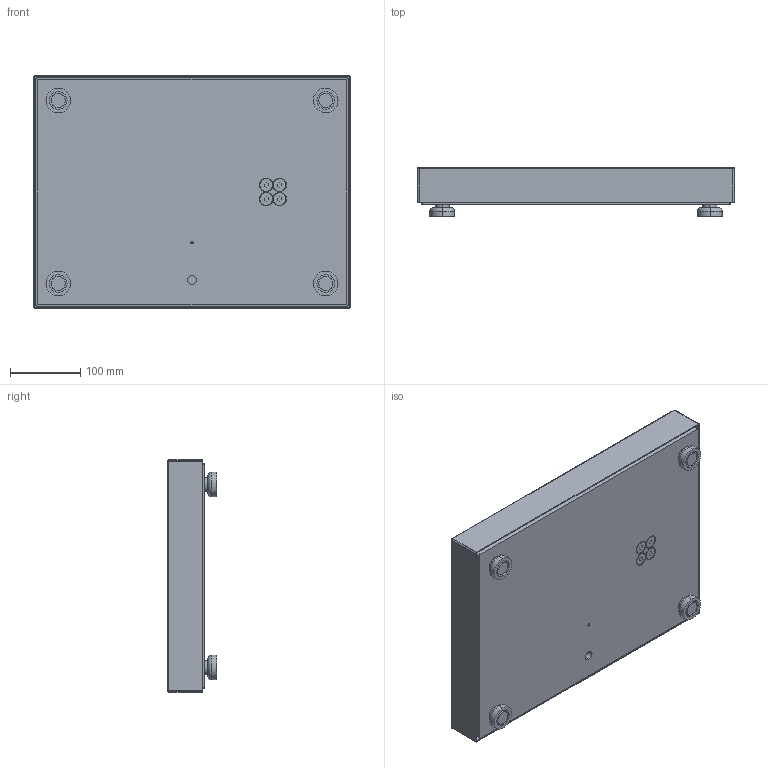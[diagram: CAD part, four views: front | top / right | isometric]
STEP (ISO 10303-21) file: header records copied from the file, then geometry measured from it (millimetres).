
FILE_DESCRIPTION (( 'STEP AP214' ), '1' );
FILE_NAME ('AS-330x450x100²Õ¦X¥ó.STEP', '2022-11-22T05:08:03', ( '' ), ( '' ), 'SwSTEP 2.0', 'SolidWorks 2022', '' );
FILE_SCHEMA (( 'AUTOMOTIVE_DESIGN' ));
Length unit declared in the file: millimetre
Products named in the file (9): AS-324x444上板; AS-330x450x100組合件; 4孔墊片_19x20; 平頭內六角承窩螺絲_M8x1.25x20L; richco_hurc-4-01-clip_3-01 - 4.8mm Dia; ARI-187; AS-330x450上蓋; AS-320x440下板; M8腳座
Assembly tree (19 placements, depth 2):
  AS-330x450x100組合件
    ARI-187
    4孔墊片_19x20  x2
    M8腳座  x4
    平頭內六角承窩螺絲_M8x1.25x20L  x8
    richco_hurc-4-01-clip_3-01 - 4.8mm Dia
    AS-320x440下板
    AS-324x444上板
    AS-330x450上蓋
Bounding box: 450 x 69.9 x 330 mm (x, y, z)
Volume: 3347501.9 mm3; surface area: 1109088.1 mm2
Topology: 19 solids, 19 shells, 435 faces, 1007 edges, 630 vertices
Faces by surface type: cylinder 175, plane 164, cone 82, torus 8, sphere 4, bspline 2
Entity records: 8550 total; most frequent: CARTESIAN_POINT 1549, DIRECTION 1393, ORIENTED_EDGE 1202, EDGE_CURVE 601, AXIS2_PLACEMENT_3D 542, VERTEX_POINT 378, LINE 309, VECTOR 309
